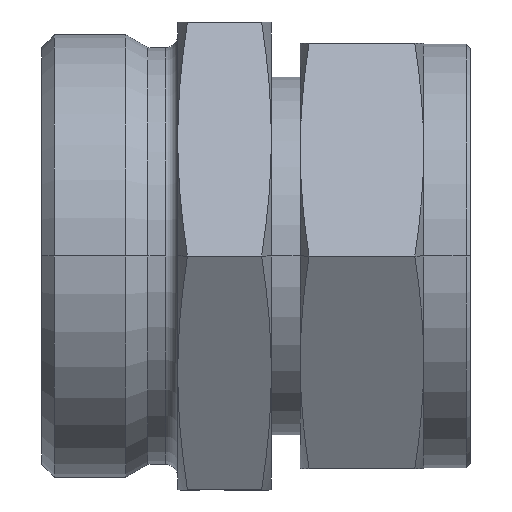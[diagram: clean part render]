
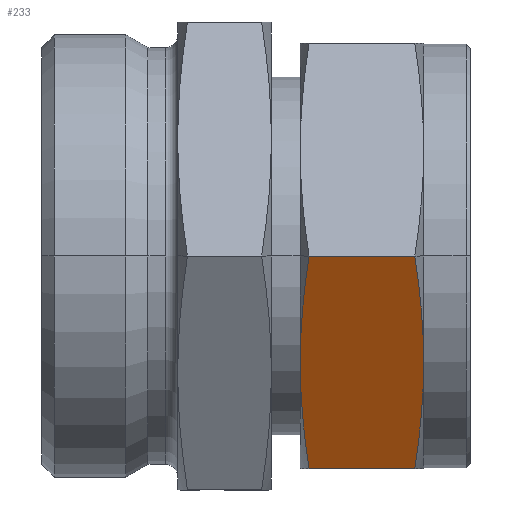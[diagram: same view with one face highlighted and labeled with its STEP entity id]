
A CAD part, front view. The second image highlights one B-rep face of the part: STEP entity #233.
In plain terms, the highlighted planar face has unit normal (0, -0.866, -0.5).
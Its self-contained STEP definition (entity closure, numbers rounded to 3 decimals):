
#233 = ADVANCED_FACE( '', ( #576 ), #577, .F. );
#576 = FACE_OUTER_BOUND( '', #946, .T. );
#577 = PLANE( '', #947 );
#946 = EDGE_LOOP( '', ( #2178, #2179, #2180, #2181, #2182, #2183 ) );
#947 = AXIS2_PLACEMENT_3D( '', #2184, #2185, #2186 );
#2178 = ORIENTED_EDGE( '', *, *, #2742, .F. );
#2179 = ORIENTED_EDGE( '', *, *, #2379, .F. );
#2180 = ORIENTED_EDGE( '', *, *, #2746, .F. );
#2181 = ORIENTED_EDGE( '', *, *, #2386, .F. );
#2182 = ORIENTED_EDGE( '', *, *, #2732, .F. );
#2183 = ORIENTED_EDGE( '', *, *, #2747, .T. );
#2184 = CARTESIAN_POINT( '', ( 8.9, -28.868, 0. ) );
#2185 = DIRECTION( '', ( 0., 0.866, 0.5 ) );
#2186 = DIRECTION( '', ( 0., -0.5, 0.866 ) );
#2379 = EDGE_CURVE( '', #2852, #2855, #2856, .T. );
#2386 = EDGE_CURVE( '', #2867, #2865, #2869, .T. );
#2732 = EDGE_CURVE( '', #3433, #2867, #3434, .T. );
#2742 = EDGE_CURVE( '', #2855, #3446, #3448, .T. );
#2746 = EDGE_CURVE( '', #2865, #2852, #3453, .T. );
#2747 = EDGE_CURVE( '', #3433, #3446, #3454, .T. );
#2852 = VERTEX_POINT( '', #3542 );
#2855 = VERTEX_POINT( '', #3546 );
#2856 = ( B_SPLINE_CURVE( 2, ( #3548, #3549, #3550 ), .UNSPECIFIED., .F., .F. )B_SPLINE_CURVE_WITH_KNOTS( ( 3, 3 ), ( 1.933, 16.649 ), .UNSPECIFIED. )RATIONAL_B_SPLINE_CURVE( ( 1.01, 1.043, 1. ) )BOUNDED_CURVE(  )REPRESENTATION_ITEM( '' )GEOMETRIC_REPRESENTATION_ITEM(  )CURVE(  ) );
#2865 = VERTEX_POINT( '', #3575 );
#2867 = VERTEX_POINT( '', #3578 );
#2869 = ( B_SPLINE_CURVE( 2, ( #3581, #3582, #3583 ), .UNSPECIFIED., .F., .F. )B_SPLINE_CURVE_WITH_KNOTS( ( 3, 3 ), ( 16.649, 31.364 ), .UNSPECIFIED. )RATIONAL_B_SPLINE_CURVE( ( 1., 1.043, 1.01 ) )BOUNDED_CURVE(  )REPRESENTATION_ITEM( '' )GEOMETRIC_REPRESENTATION_ITEM(  )CURVE(  ) );
#3433 = VERTEX_POINT( '', #4641 );
#3434 = ( B_SPLINE_CURVE( 2, ( #4643, #4644, #4645 ), .UNSPECIFIED., .F., .F. )B_SPLINE_CURVE_WITH_KNOTS( ( 3, 3 ), ( 1.933, 16.649 ), .UNSPECIFIED. )RATIONAL_B_SPLINE_CURVE( ( 1.01, 1.043, 1. ) )BOUNDED_CURVE(  )REPRESENTATION_ITEM( '' )GEOMETRIC_REPRESENTATION_ITEM(  )CURVE(  ) );
#3446 = VERTEX_POINT( '', #4735 );
#3448 = ( B_SPLINE_CURVE( 2, ( #4747, #4748, #4749 ), .UNSPECIFIED., .F., .F. )B_SPLINE_CURVE_WITH_KNOTS( ( 3, 3 ), ( 16.649, 31.364 ), .UNSPECIFIED. )RATIONAL_B_SPLINE_CURVE( ( 1., 1.043, 1.01 ) )BOUNDED_CURVE(  )REPRESENTATION_ITEM( '' )GEOMETRIC_REPRESENTATION_ITEM(  )CURVE(  ) );
#3453 = LINE( '', #4787, #4788 );
#3454 = LINE( '', #4789, #4790 );
#3542 = CARTESIAN_POINT( '', ( 22.364, -28.868, 0. ) );
#3546 = CARTESIAN_POINT( '', ( 23.4, -21.651, -12.5 ) );
#3548 = CARTESIAN_POINT( '', ( 22.364, -28.868, 0. ) );
#3549 = CARTESIAN_POINT( '', ( 23.4, -25., -6.699 ) );
#3550 = CARTESIAN_POINT( '', ( 23.4, -21.651, -12.5 ) );
#3575 = CARTESIAN_POINT( '', ( 9.936, -28.868, 0. ) );
#3578 = CARTESIAN_POINT( '', ( 8.9, -21.651, -12.5 ) );
#3581 = CARTESIAN_POINT( '', ( 8.9, -21.651, -12.5 ) );
#3582 = CARTESIAN_POINT( '', ( 8.9, -25., -6.699 ) );
#3583 = CARTESIAN_POINT( '', ( 9.936, -28.868, 0. ) );
#4641 = CARTESIAN_POINT( '', ( 9.936, -14.434, -25. ) );
#4643 = CARTESIAN_POINT( '', ( 9.936, -14.434, -25. ) );
#4644 = CARTESIAN_POINT( '', ( 8.9, -18.301, -18.301 ) );
#4645 = CARTESIAN_POINT( '', ( 8.9, -21.651, -12.5 ) );
#4735 = CARTESIAN_POINT( '', ( 22.364, -14.434, -25. ) );
#4747 = CARTESIAN_POINT( '', ( 23.4, -21.651, -12.5 ) );
#4748 = CARTESIAN_POINT( '', ( 23.4, -18.301, -18.301 ) );
#4749 = CARTESIAN_POINT( '', ( 22.364, -14.434, -25. ) );
#4787 = CARTESIAN_POINT( '', ( 8.9, -28.868, 0. ) );
#4788 = VECTOR( '', #5430, 1. );
#4789 = CARTESIAN_POINT( '', ( 8.9, -14.434, -25. ) );
#4790 = VECTOR( '', #5431, 1. );
#5430 = DIRECTION( '', ( 1., 0., 0. ) );
#5431 = DIRECTION( '', ( 1., 0., 0. ) );
